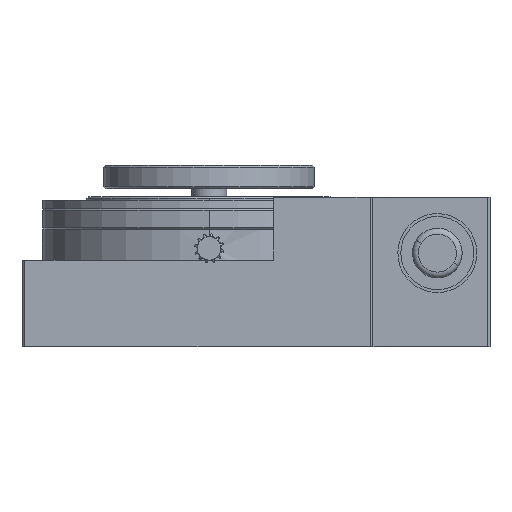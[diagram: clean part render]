
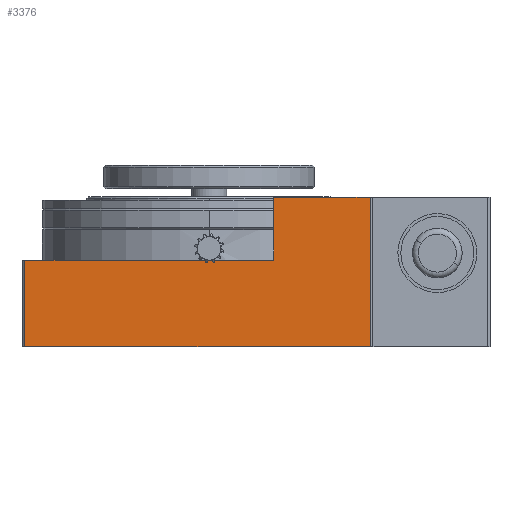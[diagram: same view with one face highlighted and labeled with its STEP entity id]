
A CAD part, front view. The second image highlights one B-rep face of the part: STEP entity #3376.
In plain terms, the highlighted planar face has unit normal (0, -1, 0).
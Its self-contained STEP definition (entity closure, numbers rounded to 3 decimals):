
#315 = CARTESIAN_POINT ( 'NONE',  ( -36.722, -37.135, 2.05 ) ) ;
#401 = DIRECTION ( 'NONE',  ( 0., 0., 1. ) ) ;
#455 = DIRECTION ( 'NONE',  ( 0., 0., -1. ) ) ;
#469 = LINE ( 'NONE', #315, #4265 ) ;
#494 = LINE ( 'NONE', #624, #4326 ) ;
#528 = CARTESIAN_POINT ( 'NONE',  ( 22.778, -37.135, 12.75 ) ) ;
#621 = LINE ( 'NONE', #528, #4344 ) ;
#624 = CARTESIAN_POINT ( 'NONE',  ( -36.722, -37.135, -12.75 ) ) ;
#657 = CARTESIAN_POINT ( 'NONE',  ( -36.222, -37.135, 12.75 ) ) ;
#677 = DIRECTION ( 'NONE',  ( 1., 0., 0. ) ) ;
#711 = DIRECTION ( 'NONE',  ( 0., 0., 1. ) ) ;
#736 = LINE ( 'NONE', #657, #4319 ) ;
#827 = DIRECTION ( 'NONE',  ( 1., 0., 0. ) ) ;
#882 = LINE ( 'NONE', #944, #4302 ) ;
#944 = CARTESIAN_POINT ( 'NONE',  ( 6.278, -37.135, 2.05 ) ) ;
#1364 = CARTESIAN_POINT ( 'NONE',  ( 6.278, -37.135, 2.05 ) ) ;
#1425 = CARTESIAN_POINT ( 'NONE',  ( 22.778, -37.135, -12.75 ) ) ;
#1470 = CARTESIAN_POINT ( 'NONE',  ( -36.222, -37.135, -12.75 ) ) ;
#1490 = CARTESIAN_POINT ( 'NONE',  ( -36.222, -37.135, 2.05 ) ) ;
#1815 = CARTESIAN_POINT ( 'NONE',  ( -36.722, -37.135, 12.75 ) ) ;
#1821 = DIRECTION ( 'NONE',  ( 1., 0., 0. ) ) ;
#1823 = LINE ( 'NONE', #1815, #4737 ) ;
#1854 = EDGE_CURVE ( 'NONE', #11793, #11667, #469, .T. ) ;
#1892 = EDGE_CURVE ( 'NONE', #11771, #11723, #494, .T. ) ;
#1894 = EDGE_CURVE ( 'NONE', #11793, #11771, #736, .T. ) ;
#1897 = EDGE_CURVE ( 'NONE', #11667, #11291, #882, .T. ) ;
#1912 = EDGE_CURVE ( 'NONE', #11723, #11368, #621, .T. ) ;
#2053 = EDGE_CURVE ( 'NONE', #11291, #11368, #1823, .T. ) ;
#2392 = ORIENTED_EDGE ( 'NONE', *, *, #1912, .T. ) ;
#2606 = ORIENTED_EDGE ( 'NONE', *, *, #1894, .T. ) ;
#2851 = ORIENTED_EDGE ( 'NONE', *, *, #1892, .T. ) ;
#3376 = ADVANCED_FACE ( 'NONE', ( #3906 ), #7912, .F. ) ;
#3906 = FACE_OUTER_BOUND ( 'NONE', #11413, .T. ) ;
#3912 = AXIS2_PLACEMENT_3D ( 'NONE', #7913, #7914, #7915 ) ;
#4265 = VECTOR ( 'NONE', #827, 1000. ) ;
#4302 = VECTOR ( 'NONE', #401, 1000. ) ;
#4319 = VECTOR ( 'NONE', #455, 1000. ) ;
#4326 = VECTOR ( 'NONE', #677, 1000. ) ;
#4344 = VECTOR ( 'NONE', #711, 1000. ) ;
#4737 = VECTOR ( 'NONE', #1821, 1000. ) ;
#7786 = CARTESIAN_POINT ( 'NONE',  ( 6.278, -37.135, 12.75 ) ) ;
#7798 = CARTESIAN_POINT ( 'NONE',  ( 22.778, -37.135, 12.75 ) ) ;
#7912 = PLANE ( 'NONE',  #3912 ) ;
#7913 = CARTESIAN_POINT ( 'NONE',  ( -36.722, -37.135, 12.75 ) ) ;
#7914 = DIRECTION ( 'NONE',  ( 0., 1., 0. ) ) ;
#7915 = DIRECTION ( 'NONE',  ( 0., 0., 1. ) ) ;
#11201 = ORIENTED_EDGE ( 'NONE', *, *, #1854, .F. ) ;
#11291 = VERTEX_POINT ( 'NONE', #7786 ) ;
#11368 = VERTEX_POINT ( 'NONE', #7798 ) ;
#11413 = EDGE_LOOP ( 'NONE', ( #2851, #2392, #11842, #12041, #11201, #2606 ) ) ;
#11667 = VERTEX_POINT ( 'NONE', #1364 ) ;
#11723 = VERTEX_POINT ( 'NONE', #1425 ) ;
#11771 = VERTEX_POINT ( 'NONE', #1470 ) ;
#11793 = VERTEX_POINT ( 'NONE', #1490 ) ;
#11842 = ORIENTED_EDGE ( 'NONE', *, *, #2053, .F. ) ;
#12041 = ORIENTED_EDGE ( 'NONE', *, *, #1897, .F. ) ;
